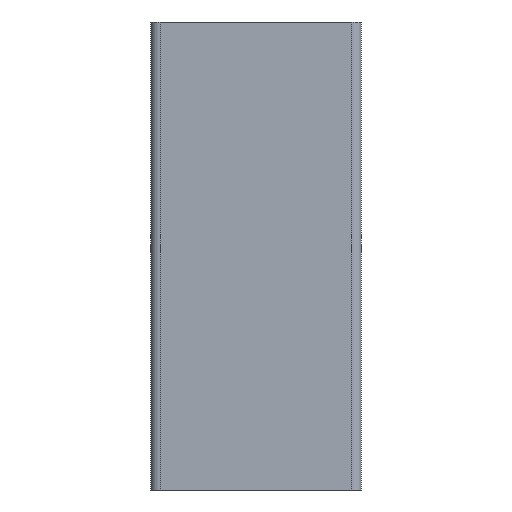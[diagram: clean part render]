
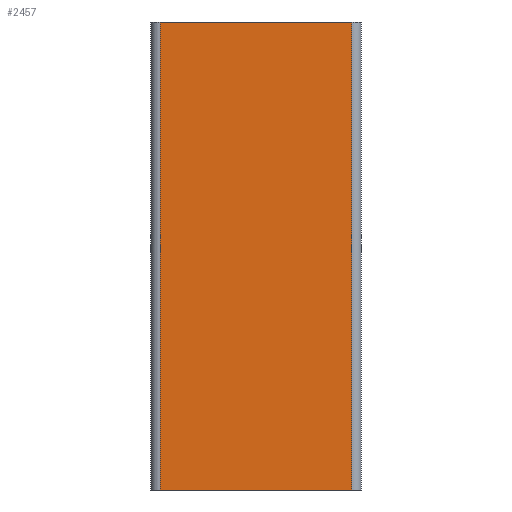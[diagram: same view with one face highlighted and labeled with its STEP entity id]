
A CAD part, front view. The second image highlights one B-rep face of the part: STEP entity #2457.
In plain terms, the highlighted planar face has unit normal (0, -1, 0).
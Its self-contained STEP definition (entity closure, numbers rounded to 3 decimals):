
#580=CARTESIAN_POINT('',(20.5,-9.5,0.0));
#581=VERTEX_POINT('',#580);
#589=CARTESIAN_POINT('',(-20.5,-9.5,0.0));
#590=VERTEX_POINT('',#589);
#591=CARTESIAN_POINT('',(20.5,-9.5,0.0));
#592=DIRECTION('',(-1.0,0.0,0.0));
#593=VECTOR('',#592,41.0);
#594=LINE('',#591,#593);
#595=EDGE_CURVE('',#581,#590,#594,.T.);
#1405=CARTESIAN_POINT('',(-20.5,-9.5,100.0));
#1406=VERTEX_POINT('',#1405);
#1414=CARTESIAN_POINT('',(20.5,-9.5,100.0));
#1415=VERTEX_POINT('',#1414);
#1416=CARTESIAN_POINT('',(20.5,-9.5,100.0));
#1417=DIRECTION('',(-1.0,0.0,0.0));
#1418=VECTOR('',#1417,41.0);
#1419=LINE('',#1416,#1418);
#1420=EDGE_CURVE('',#1415,#1406,#1419,.T.);
#2241=CARTESIAN_POINT('',(-20.5,-9.5,0.0));
#2242=DIRECTION('',(0.0,0.0,1.0));
#2243=VECTOR('',#2242,100.0);
#2244=LINE('',#2241,#2243);
#2245=EDGE_CURVE('',#590,#1406,#2244,.T.);
#2435=CARTESIAN_POINT('',(20.5,-9.5,0.0));
#2436=DIRECTION('',(0.0,0.0,1.0));
#2437=VECTOR('',#2436,100.0);
#2438=LINE('',#2435,#2437);
#2439=EDGE_CURVE('',#581,#1415,#2438,.T.);
#2446=CARTESIAN_POINT('',(20.5,-9.5,0.0));
#2447=DIRECTION('',(0.0,-1.0,0.0));
#2448=DIRECTION('',(0.0,0.0,-1.0));
#2449=AXIS2_PLACEMENT_3D('',#2446,#2447,#2448);
#2450=PLANE('',#2449);
#2451=ORIENTED_EDGE('',*,*,#1420,.T.);
#2452=ORIENTED_EDGE('',*,*,#2245,.F.);
#2453=ORIENTED_EDGE('',*,*,#595,.F.);
#2454=ORIENTED_EDGE('',*,*,#2439,.T.);
#2455=EDGE_LOOP('',(#2451,#2452,#2453,#2454));
#2456=FACE_OUTER_BOUND('',#2455,.T.);
#2457=ADVANCED_FACE('',(#2456),#2450,.T.);
